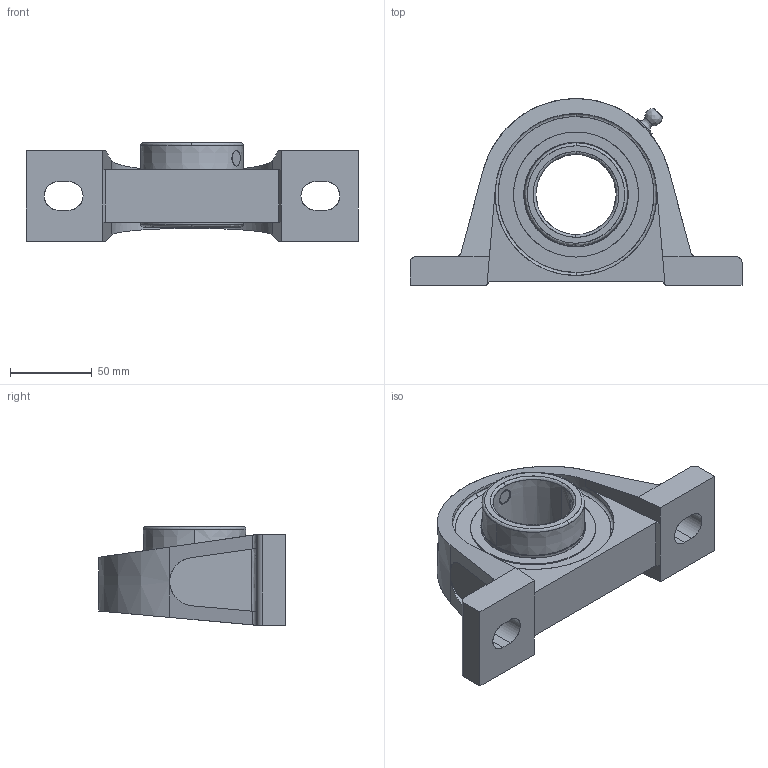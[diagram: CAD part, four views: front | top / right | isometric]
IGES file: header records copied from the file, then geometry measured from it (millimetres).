
Start section: SolidWorks IGES file using analytic representation for surfaces
Global section: file name: VPDEFAU04261553175387.igs; native system: SolidWorks 2007; preprocessor: SolidWorks 2007; author: partstream; date: 070426.155314; units: millimetre
Bounding box: 203.2 x 114.3 x 60.33 mm (x, y, z)
Surface area: 71451.1 mm2 (no closed solid volume)
Topology: 0 solids, 0 shells, 120 faces, 2607 edges, 2614 vertices
Faces by surface type: bspline 70, revolution 50
